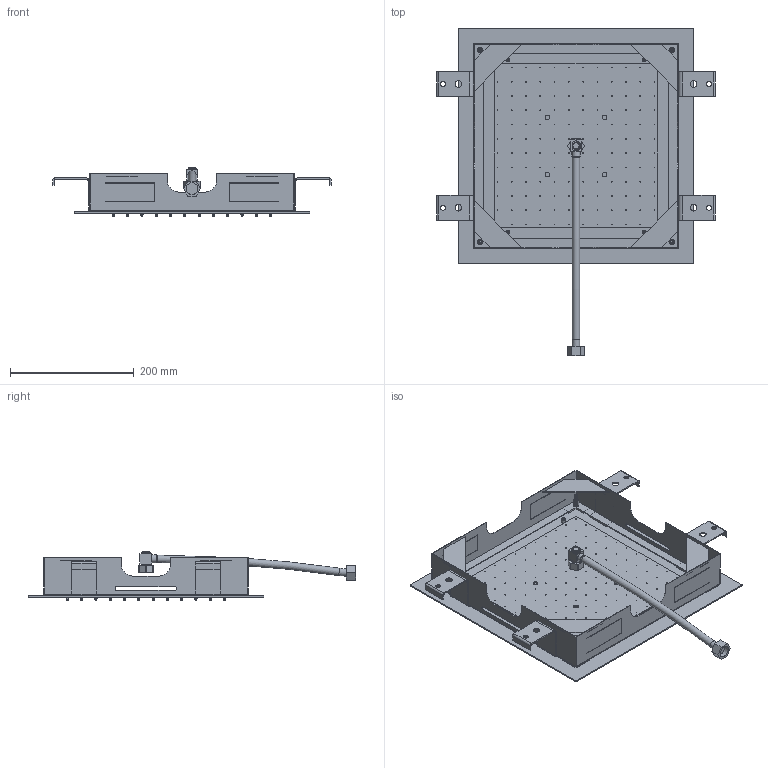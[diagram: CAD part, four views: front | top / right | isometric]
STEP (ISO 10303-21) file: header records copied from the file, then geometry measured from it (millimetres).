
FILE_DESCRIPTION(/* description */ ('Unknown'),/* implementation_level */ '2;1');
FILE_NAME(/* name */ 'M110',/* time_stamp */ '2016-04-27T09:11:17+02:00',/* author */ ('Unknown'),/* organization */ ('Unknown'),/* preprocessor_version */ 'ST-DEVELOPER v16.7',/* originating_system */ 'DEX',/* authorisation */ $);
FILE_SCHEMA (('AUTOMOTIVE_DESIGN {1 0 10303 214 3 1 1}'));
Products named in the file (1): M110
Bounding box: 450 x 528.8 x 78.5 mm (x, y, z)
Volume: 153928.8 mm3; surface area: 663799.8 mm2
Topology: 1 solids, 19 shells, 1701 faces, 8035 edges, 6461 vertices
Faces by surface type: plane 888, cylinder 802, cone 5, bspline 4, torus 2
Full cylindrical faces by diameter (mm): 1.2 x144, 3.2 x4, 7 x4, 7.5 x4, 8 x5, 9 x4, 10.5 x4, 12 x5, 13 x1, 15.5 x1, 19 x1
Entity records: 89639 total; most frequent: CARTESIAN_POINT 22926, DIRECTION 14296, ORIENTED_EDGE 12584, EDGE_CURVE 7682, VERTEX_POINT 6293, AXIS2_PLACEMENT_3D 5101, LINE 4094, VECTOR 4094
